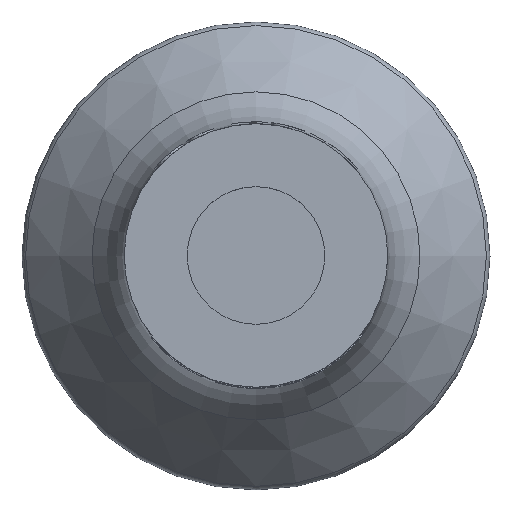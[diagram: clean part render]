
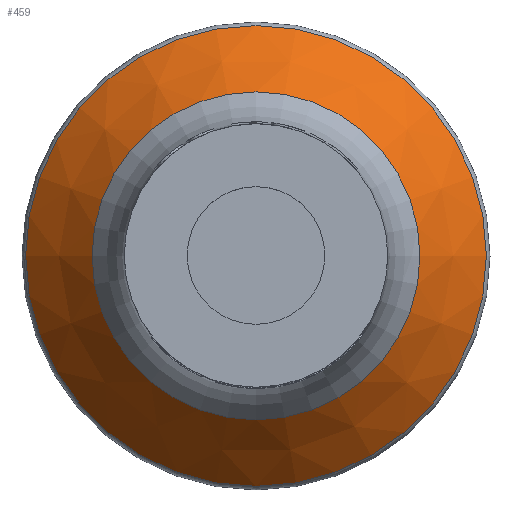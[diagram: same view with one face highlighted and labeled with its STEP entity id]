
A CAD part, top view. The second image highlights one B-rep face of the part: STEP entity #459.
In plain terms, the highlighted conical face has half-angle 40 degrees and reference radius 6.7 mm.
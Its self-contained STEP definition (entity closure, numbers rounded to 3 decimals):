
#459 = ADVANCED_FACE( '', ( #1041, #1042 ), #1043, .T. );
#1041 = FACE_BOUND( '', #3316, .T. );
#1042 = FACE_OUTER_BOUND( '', #3317, .T. );
#1043 = CONICAL_SURFACE( '', #3318, 6.7, 0.698 );
#3316 = EDGE_LOOP( '', ( #6562 ) );
#3317 = EDGE_LOOP( '', ( #6563 ) );
#3318 = AXIS2_PLACEMENT_3D( '', #6564, #6565, #6566 );
#6562 = ORIENTED_EDGE( '', *, *, #7536, .T. );
#6563 = ORIENTED_EDGE( '', *, *, #7855, .T. );
#6564 = CARTESIAN_POINT( '', ( 0., 0., 20.99 ) );
#6565 = DIRECTION( '', ( 0., 0., -1. ) );
#6566 = DIRECTION( '', ( -1., 0., 0. ) );
#7536 = EDGE_CURVE( '', #8394, #8394, #8395, .T. );
#7855 = EDGE_CURVE( '', #8891, #8891, #8892, .T. );
#8394 = VERTEX_POINT( '', #9960 );
#8395 = CIRCLE( '', #9961, 8.338 );
#8891 = VERTEX_POINT( '', #12167 );
#8892 = CIRCLE( '', #12168, 11.713 );
#9960 = CARTESIAN_POINT( '', ( -8.338, 0., 19.038 ) );
#9961 = AXIS2_PLACEMENT_3D( '', #13175, #13176, #13177 );
#12167 = CARTESIAN_POINT( '', ( 11.713, 0., 15.016 ) );
#12168 = AXIS2_PLACEMENT_3D( '', #13332, #13333, #13334 );
#13175 = CARTESIAN_POINT( '', ( 0., 0., 19.038 ) );
#13176 = DIRECTION( '', ( 0., 0., -1. ) );
#13177 = DIRECTION( '', ( -1., 0., 0. ) );
#13332 = CARTESIAN_POINT( '', ( 0., 0., 15.016 ) );
#13333 = DIRECTION( '', ( 0., 0., 1. ) );
#13334 = DIRECTION( '', ( 1., 0., 0. ) );
